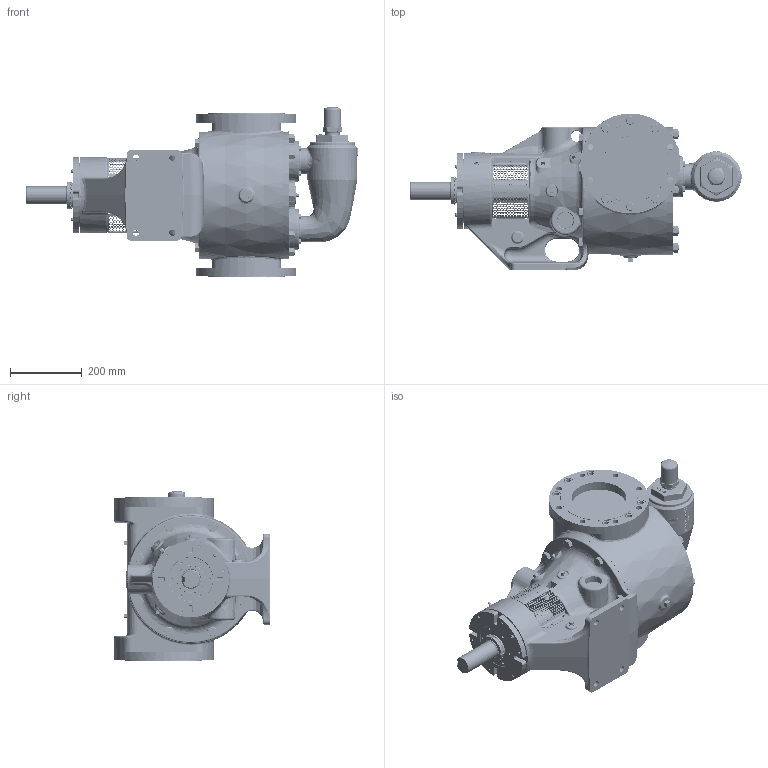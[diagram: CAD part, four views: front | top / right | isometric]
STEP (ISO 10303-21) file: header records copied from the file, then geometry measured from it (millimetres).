
FILE_DESCRIPTION (( 'STEP AP214' ), '1' );
FILE_NAME ('QV-2213.STEP', '2024-02-12T18:01:38', ( '' ), ( '' ), 'SwSTEP 2.0', 'SolidWorks 2022', '' );
FILE_SCHEMA (( 'AUTOMOTIVE_DESIGN' ));
Length unit declared in the file: inch
Products named in the file (1): QV-2213
Bounding box: 928.18 x 438.15 x 475.45 mm (x, y, z)
Volume: 50311206.4 mm3; surface area: 1584675.2 mm2
Topology: 1 solids, 1 shells, 8204 faces, 22652 edges, 14680 vertices
Faces by surface type: bspline 3820, plane 2925, cylinder 704, cone 563, torus 132, sphere 60
Entity records: 423403 total; most frequent: CARTESIAN_POINT 189863, ORIENTED_EDGE 45090, DIRECTION 27537, EDGE_CURVE 22545, VERTEX_POINT 14677, EDGE_LOOP 9872, AXIS2_PLACEMENT_3D 9482, B_SPLINE_CURVE_WITH_KNOTS 8625
